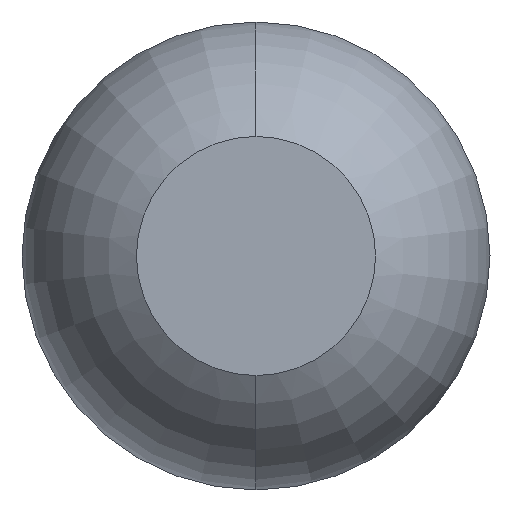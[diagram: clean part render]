
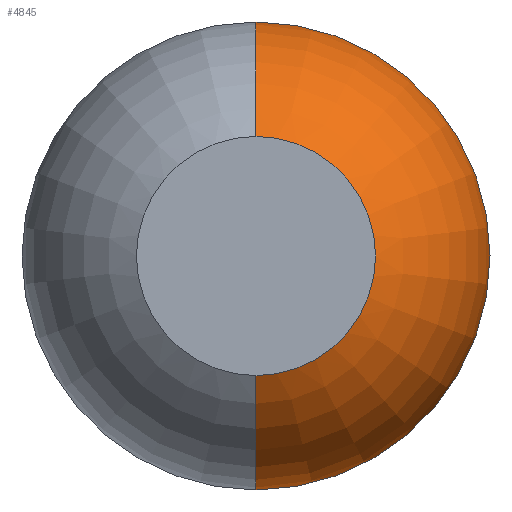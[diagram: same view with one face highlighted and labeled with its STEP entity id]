
A CAD part, front view. The second image highlights one B-rep face of the part: STEP entity #4845.
In plain terms, the highlighted toroidal (fillet/blend) face has major radius 0.035 mm and minor radius 0.65 mm.
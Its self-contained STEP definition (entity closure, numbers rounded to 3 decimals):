
#30 = VERTEX_POINT ( 'NONE', #4294 ) ;
#86 = CARTESIAN_POINT ( 'NONE',  ( 0., -24.431, 0.685 ) ) ;
#157 = FACE_OUTER_BOUND ( 'NONE', #4204, .T. ) ;
#177 = EDGE_CURVE ( 'Defeature ausgef�hrt2_28+Defeature ausgef�hrt2_29+Defeature ausgef�hrt2_29+Defeature ausgef�hrt2_29', #870, #3471, #2856, .T. ) ;
#193 = CARTESIAN_POINT ( 'NONE',  ( 0., -24.431, 0.035 ) ) ;
#365 = CARTESIAN_POINT ( 'NONE',  ( 0., -25., 0. ) ) ;
#397 = CARTESIAN_POINT ( 'NONE',  ( 0., -24.431, -0.685 ) ) ;
#450 = EDGE_CURVE ( 'NONE', #3471, #30, #4214, .T. ) ;
#537 = ORIENTED_EDGE ( 'NONE', *, *, #450, .T. ) ;
#686 = ORIENTED_EDGE ( 'NONE', *, *, #4947, .F. ) ;
#692 = AXIS2_PLACEMENT_3D ( 'NONE', #4249, #3473, #949 ) ;
#870 = VERTEX_POINT ( 'NONE', #397 ) ;
#921 = ORIENTED_EDGE ( 'NONE', *, *, #4195, .F. ) ;
#949 = DIRECTION ( 'NONE',  ( 0., 0., 1. ) ) ;
#1476 = AXIS2_PLACEMENT_3D ( 'NONE', #365, #4058, #1628 ) ;
#1628 = DIRECTION ( 'NONE',  ( 0., 0., -1. ) ) ;
#1712 = CARTESIAN_POINT ( 'NONE',  ( 0., -24.431, 0. ) ) ;
#1870 = ORIENTED_EDGE ( 'NONE', *, *, #177, .T. ) ;
#2261 = DIRECTION ( 'NONE',  ( 1., 0., 0. ) ) ;
#2398 = CARTESIAN_POINT ( 'NONE',  ( 0., -24.431, 0. ) ) ;
#2833 = CARTESIAN_POINT ( 'NONE',  ( 0., -25., -0.35 ) ) ;
#2856 = CIRCLE ( 'NONE', #4234, 0.685 ) ;
#2858 = CIRCLE ( 'NONE', #1476, 0.35 ) ;
#3471 = VERTEX_POINT ( 'NONE', #86 ) ;
#3473 = DIRECTION ( 'NONE',  ( -1., 0., 0. ) ) ;
#3741 = AXIS2_PLACEMENT_3D ( 'NONE', #1712, #4592, #3760 ) ;
#3760 = DIRECTION ( 'NONE',  ( 0., 0., -1. ) ) ;
#3780 = CIRCLE ( 'NONE', #692, 0.65 ) ;
#4035 = TOROIDAL_SURFACE ( 'NONE', #3741, 0.035, 0.65 ) ;
#4037 = DIRECTION ( 'NONE',  ( 0., 0., -1. ) ) ;
#4058 = DIRECTION ( 'NONE',  ( 0., -1., 0. ) ) ;
#4195 = EDGE_CURVE ( 'Defeature ausgef�hrt2_31+Defeature ausgef�hrt2_28+Defeature ausgef�hrt2_28+Defeature ausgef�hrt2_28', #4256, #30, #2858, .T. ) ;
#4204 = EDGE_LOOP ( 'NONE', ( #1870, #537, #921, #686 ) ) ;
#4213 = AXIS2_PLACEMENT_3D ( 'NONE', #193, #2261, #4310 ) ;
#4214 = CIRCLE ( 'NONE', #4213, 0.65 ) ;
#4234 = AXIS2_PLACEMENT_3D ( 'NONE', #2398, #4844, #4037 ) ;
#4249 = CARTESIAN_POINT ( 'NONE',  ( 0., -24.431, -0.035 ) ) ;
#4256 = VERTEX_POINT ( 'NONE', #2833 ) ;
#4294 = CARTESIAN_POINT ( 'NONE',  ( 0., -25., 0.35 ) ) ;
#4310 = DIRECTION ( 'NONE',  ( 0., 0., -1. ) ) ;
#4592 = DIRECTION ( 'NONE',  ( 0., -1., 0. ) ) ;
#4844 = DIRECTION ( 'NONE',  ( 0., -1., 0. ) ) ;
#4845 = ADVANCED_FACE ( 'Defeature ausgef�hrt2_28', ( #157 ), #4035, .T. ) ;
#4947 = EDGE_CURVE ( 'NONE', #870, #4256, #3780, .T. ) ;
